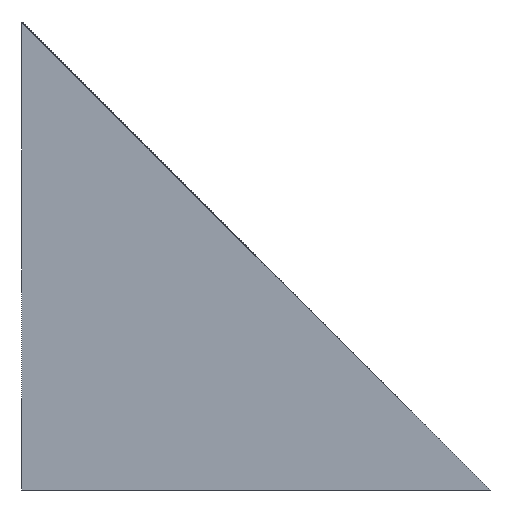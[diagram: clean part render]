
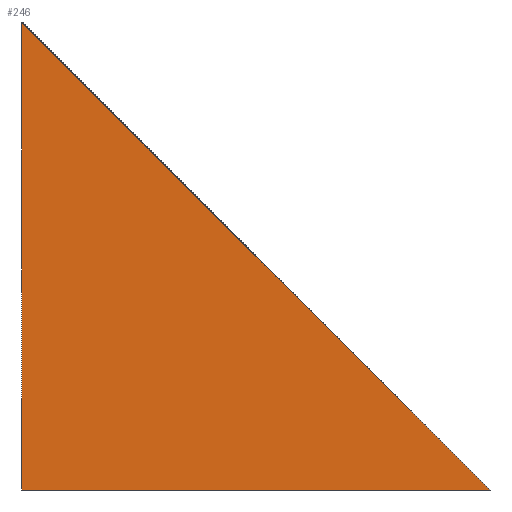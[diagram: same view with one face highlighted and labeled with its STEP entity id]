
A CAD part, left-side view. The second image highlights one B-rep face of the part: STEP entity #246.
In plain terms, the highlighted planar face has unit normal (-1, 0, 0).
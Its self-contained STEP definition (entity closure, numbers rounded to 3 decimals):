
#32=PLANE('',#281);
#45=FACE_OUTER_BOUND('',#67,.T.);
#67=EDGE_LOOP('',(#227,#228,#229));
#84=LINE('',#400,#106);
#85=LINE('',#403,#107);
#88=LINE('',#408,#110);
#106=VECTOR('',#334,10.);
#107=VECTOR('',#337,10.);
#110=VECTOR('',#342,10.);
#135=VERTEX_POINT('',#394);
#137=VERTEX_POINT('',#398);
#138=VERTEX_POINT('',#402);
#164=EDGE_CURVE('',#135,#137,#84,.T.);
#165=EDGE_CURVE('',#138,#135,#85,.T.);
#168=EDGE_CURVE('',#137,#138,#88,.T.);
#227=ORIENTED_EDGE('',*,*,#164,.T.);
#228=ORIENTED_EDGE('',*,*,#168,.T.);
#229=ORIENTED_EDGE('',*,*,#165,.T.);
#246=ADVANCED_FACE('',(#45),#32,.F.);
#281=AXIS2_PLACEMENT_3D('',#411,#346,#347);
#334=DIRECTION('',(0.,0.707,0.707));
#337=DIRECTION('',(0.,-1.,0.));
#342=DIRECTION('',(0.,0.,-1.));
#346=DIRECTION('center_axis',(1.,0.,0.));
#347=DIRECTION('ref_axis',(0.,0.,-1.));
#394=CARTESIAN_POINT('',(0.,0.,0.));
#398=CARTESIAN_POINT('',(0.,30.,30.));
#400=CARTESIAN_POINT('',(0.,14.875,14.875));
#402=CARTESIAN_POINT('',(0.,30.,0.));
#403=CARTESIAN_POINT('',(0.,17.5,0.));
#408=CARTESIAN_POINT('',(0.,30.,12.5));
#411=CARTESIAN_POINT('Origin',(0.,20.,10.));
